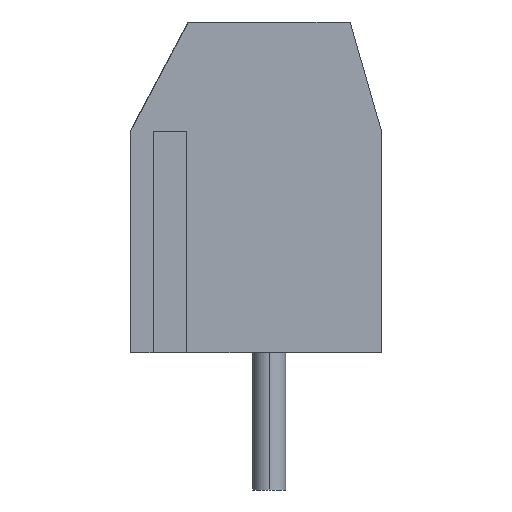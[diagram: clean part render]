
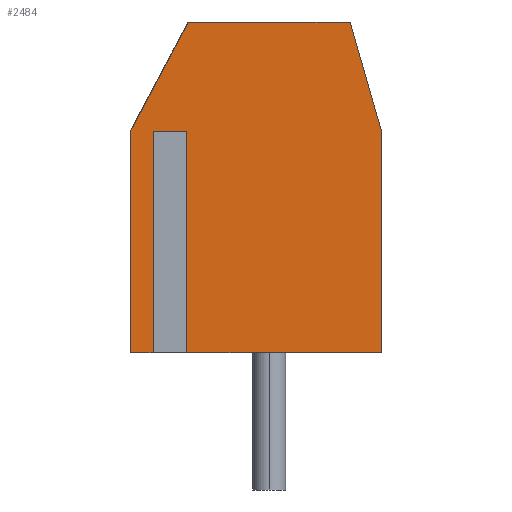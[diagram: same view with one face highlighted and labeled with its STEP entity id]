
A CAD part, left-side view. The second image highlights one B-rep face of the part: STEP entity #2484.
In plain terms, the highlighted planar face has unit normal (-1, 0, 0).
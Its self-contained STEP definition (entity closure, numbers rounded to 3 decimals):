
#30 = DIRECTION ( 'NONE',  ( 0., 1., 0. ) ) ;
#63 = VERTEX_POINT ( 'NONE', #1179 ) ;
#88 = VERTEX_POINT ( 'NONE', #2007 ) ;
#175 = ORIENTED_EDGE ( 'NONE', *, *, #1342, .F. ) ;
#299 = EDGE_CURVE ( 'NONE', #88, #2723, #399, .T. ) ;
#306 = CARTESIAN_POINT ( 'NONE',  ( -2.5, -3.4, 6.7 ) ) ;
#384 = ORIENTED_EDGE ( 'NONE', *, *, #299, .F. ) ;
#399 = LINE ( 'NONE', #1530, #3221 ) ;
#403 = CARTESIAN_POINT ( 'NONE',  ( -2.5, 4.2, 4.649 ) ) ;
#498 = VECTOR ( 'NONE', #1111, 1000. ) ;
#536 = CARTESIAN_POINT ( 'NONE',  ( -2.5, 3.325, 6.7 ) ) ;
#722 = LINE ( 'NONE', #1764, #498 ) ;
#755 = DIRECTION ( 'NONE',  ( 0., -1., 0. ) ) ;
#1111 = DIRECTION ( 'NONE',  ( 0., -0.277, -0.961 ) ) ;
#1113 = VERTEX_POINT ( 'NONE', #3581 ) ;
#1172 = CARTESIAN_POINT ( 'NONE',  ( -2.5, 2.675, 0. ) ) ;
#1179 = CARTESIAN_POINT ( 'NONE',  ( -2.5, -2.45, 10. ) ) ;
#1210 = DIRECTION ( 'NONE',  ( 0., 0., -1. ) ) ;
#1226 = CARTESIAN_POINT ( 'NONE',  ( -2.5, -3.4, 4.649 ) ) ;
#1273 = VERTEX_POINT ( 'NONE', #4158 ) ;
#1323 = ORIENTED_EDGE ( 'NONE', *, *, #2884, .F. ) ;
#1342 = EDGE_CURVE ( 'NONE', #1349, #4166, #2266, .T. ) ;
#1349 = VERTEX_POINT ( 'NONE', #2783 ) ;
#1436 = LINE ( 'NONE', #2959, #4018 ) ;
#1437 = CARTESIAN_POINT ( 'NONE',  ( -2.5, 0.326, 10. ) ) ;
#1440 = CARTESIAN_POINT ( 'NONE',  ( -2.5, 0.326, 6.7 ) ) ;
#1477 = EDGE_CURVE ( 'NONE', #2994, #1273, #1436, .T. ) ;
#1530 = CARTESIAN_POINT ( 'NONE',  ( -2.5, 0.326, 0. ) ) ;
#1649 = LINE ( 'NONE', #4009, #4258 ) ;
#1676 = DIRECTION ( 'NONE',  ( 1., 0., 0. ) ) ;
#1687 = ORIENTED_EDGE ( 'NONE', *, *, #3440, .F. ) ;
#1698 = EDGE_CURVE ( 'NONE', #3324, #1113, #1649, .T. ) ;
#1764 = CARTESIAN_POINT ( 'NONE',  ( -2.5, -2.45, 10. ) ) ;
#1785 = LINE ( 'NONE', #403, #2559 ) ;
#2007 = CARTESIAN_POINT ( 'NONE',  ( -2.5, -3.4, 0. ) ) ;
#2105 = DIRECTION ( 'NONE',  ( 0., 0., 1. ) ) ;
#2258 = EDGE_LOOP ( 'NONE', ( #384, #1323, #3522, #3651, #3806, #1687, #4006, #3597, #175, #4356 ) ) ;
#2259 = VECTOR ( 'NONE', #30, 1000. ) ;
#2266 = LINE ( 'NONE', #1440, #2259 ) ;
#2303 = FACE_OUTER_BOUND ( 'NONE', #2258, .T. ) ;
#2321 = PLANE ( 'NONE',  #3736 ) ;
#2484 = ADVANCED_FACE ( 'NONE', ( #2303 ), #2321, .F. ) ;
#2503 = VERTEX_POINT ( 'NONE', #306 ) ;
#2528 = DIRECTION ( 'NONE',  ( 0., 1., 0. ) ) ;
#2559 = VECTOR ( 'NONE', #3475, 1000. ) ;
#2596 = EDGE_CURVE ( 'NONE', #2723, #1349, #4250, .T. ) ;
#2714 = CARTESIAN_POINT ( 'NONE',  ( -2.5, 4.2, 6.7 ) ) ;
#2723 = VERTEX_POINT ( 'NONE', #1172 ) ;
#2776 = VECTOR ( 'NONE', #755, 1000. ) ;
#2781 = EDGE_CURVE ( 'NONE', #4166, #2994, #4201, .T. ) ;
#2783 = CARTESIAN_POINT ( 'NONE',  ( -2.5, 2.675, 6.7 ) ) ;
#2884 = EDGE_CURVE ( 'NONE', #2503, #88, #4029, .T. ) ;
#2915 = DIRECTION ( 'NONE',  ( 0., 0., -1. ) ) ;
#2959 = CARTESIAN_POINT ( 'NONE',  ( -2.5, 0.326, 0. ) ) ;
#2994 = VERTEX_POINT ( 'NONE', #3873 ) ;
#3221 = VECTOR ( 'NONE', #2528, 1000. ) ;
#3226 = CARTESIAN_POINT ( 'NONE',  ( -2.5, 3.325, 4.649 ) ) ;
#3234 = VECTOR ( 'NONE', #2915, 1000. ) ;
#3324 = VERTEX_POINT ( 'NONE', #2714 ) ;
#3394 = VECTOR ( 'NONE', #1210, 1000. ) ;
#3430 = EDGE_CURVE ( 'NONE', #1113, #63, #3796, .T. ) ;
#3440 = EDGE_CURVE ( 'NONE', #1273, #3324, #1785, .T. ) ;
#3475 = DIRECTION ( 'NONE',  ( 0., 0., 1. ) ) ;
#3522 = ORIENTED_EDGE ( 'NONE', *, *, #3972, .F. ) ;
#3581 = CARTESIAN_POINT ( 'NONE',  ( -2.5, 2.45, 10. ) ) ;
#3597 = ORIENTED_EDGE ( 'NONE', *, *, #2781, .F. ) ;
#3605 = VECTOR ( 'NONE', #2105, 1000. ) ;
#3651 = ORIENTED_EDGE ( 'NONE', *, *, #3430, .F. ) ;
#3711 = CARTESIAN_POINT ( 'NONE',  ( -2.5, 0.326, 4.649 ) ) ;
#3736 = AXIS2_PLACEMENT_3D ( 'NONE', #3711, #1676, #4047 ) ;
#3796 = LINE ( 'NONE', #1437, #2776 ) ;
#3806 = ORIENTED_EDGE ( 'NONE', *, *, #1698, .F. ) ;
#3873 = CARTESIAN_POINT ( 'NONE',  ( -2.5, 3.325, 0. ) ) ;
#3952 = DIRECTION ( 'NONE',  ( 0., -0.469, 0.883 ) ) ;
#3972 = EDGE_CURVE ( 'NONE', #63, #2503, #722, .T. ) ;
#4006 = ORIENTED_EDGE ( 'NONE', *, *, #1477, .F. ) ;
#4009 = CARTESIAN_POINT ( 'NONE',  ( -2.5, 4.2, 6.7 ) ) ;
#4018 = VECTOR ( 'NONE', #4309, 1000. ) ;
#4029 = LINE ( 'NONE', #1226, #3234 ) ;
#4047 = DIRECTION ( 'NONE',  ( 0., 0., -1. ) ) ;
#4152 = CARTESIAN_POINT ( 'NONE',  ( -2.5, 2.675, 4.649 ) ) ;
#4158 = CARTESIAN_POINT ( 'NONE',  ( -2.5, 4.2, 0. ) ) ;
#4166 = VERTEX_POINT ( 'NONE', #536 ) ;
#4201 = LINE ( 'NONE', #3226, #3394 ) ;
#4250 = LINE ( 'NONE', #4152, #3605 ) ;
#4258 = VECTOR ( 'NONE', #3952, 1000. ) ;
#4309 = DIRECTION ( 'NONE',  ( 0., 1., 0. ) ) ;
#4356 = ORIENTED_EDGE ( 'NONE', *, *, #2596, .F. ) ;
